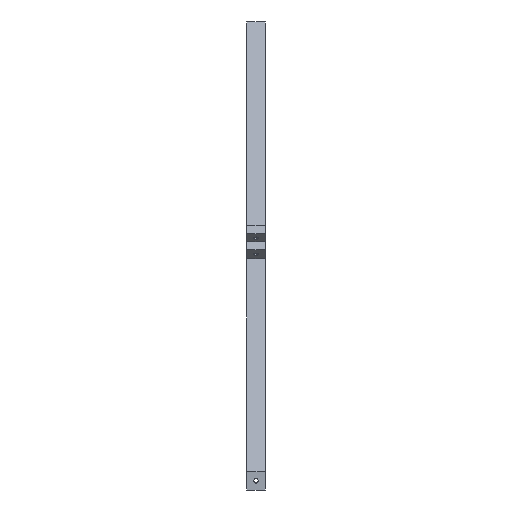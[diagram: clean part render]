
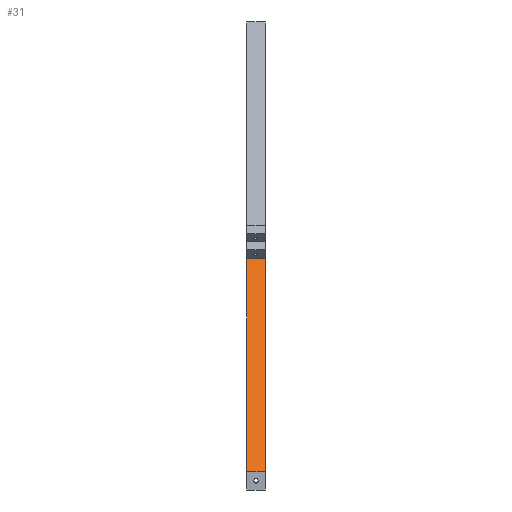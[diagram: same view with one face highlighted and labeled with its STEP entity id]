
A CAD part, left-side view. The second image highlights one B-rep face of the part: STEP entity #31.
In plain terms, the highlighted planar face has unit normal (-0.866, 0, 0.5).
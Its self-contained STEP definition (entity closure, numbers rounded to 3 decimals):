
#31 = ADVANCED_FACE ( 'NONE', ( #101 ), #547, .T. ) ;
#85 = VERTEX_POINT ( 'NONE', #166 ) ;
#101 = FACE_OUTER_BOUND ( 'NONE', #1194, .T. ) ;
#132 = VERTEX_POINT ( 'NONE', #274 ) ;
#166 = CARTESIAN_POINT ( 'NONE',  ( -283.5, 20., -163.679 ) ) ;
#273 = VECTOR ( 'NONE', #670, 1000. ) ;
#274 = CARTESIAN_POINT ( 'NONE',  ( -149.25, 20., 68.849 ) ) ;
#285 = ORIENTED_EDGE ( 'NONE', *, *, #871, .F. ) ;
#323 = LINE ( 'NONE', #749, #365 ) ;
#350 = VERTEX_POINT ( 'NONE', #366 ) ;
#365 = VECTOR ( 'NONE', #896, 1000. ) ;
#366 = CARTESIAN_POINT ( 'NONE',  ( -149.25, 0., 68.849 ) ) ;
#441 = DIRECTION ( 'NONE',  ( -0.866, 0., 0.5 ) ) ;
#449 = EDGE_CURVE ( 'NONE', #132, #85, #950, .T. ) ;
#517 = EDGE_CURVE ( 'NONE', #350, #132, #1392, .T. ) ;
#532 = AXIS2_PLACEMENT_3D ( 'NONE', #1429, #441, #891 ) ;
#539 = ORIENTED_EDGE ( 'NONE', *, *, #653, .T. ) ;
#547 = PLANE ( 'NONE',  #532 ) ;
#653 = EDGE_CURVE ( 'NONE', #85, #1330, #323, .T. ) ;
#656 = ORIENTED_EDGE ( 'NONE', *, *, #449, .T. ) ;
#670 = DIRECTION ( 'NONE',  ( -0.5, 0., -0.866 ) ) ;
#749 = CARTESIAN_POINT ( 'NONE',  ( -283.5, 20., -163.679 ) ) ;
#871 = EDGE_CURVE ( 'NONE', #350, #1330, #1014, .T. ) ;
#886 = VECTOR ( 'NONE', #1383, 1000. ) ;
#891 = DIRECTION ( 'NONE',  ( 0.5, 0., 0.866 ) ) ;
#896 = DIRECTION ( 'NONE',  ( 0., -1., 0. ) ) ;
#904 = CARTESIAN_POINT ( 'NONE',  ( -283.5, 0., -163.679 ) ) ;
#950 = LINE ( 'NONE', #1076, #886 ) ;
#967 = DIRECTION ( 'NONE',  ( 0., 1., 0. ) ) ;
#1014 = LINE ( 'NONE', #1358, #273 ) ;
#1052 = CARTESIAN_POINT ( 'NONE',  ( -149.25, 20., 68.849 ) ) ;
#1076 = CARTESIAN_POINT ( 'NONE',  ( -141.75, 20., 81.839 ) ) ;
#1105 = ORIENTED_EDGE ( 'NONE', *, *, #517, .T. ) ;
#1194 = EDGE_LOOP ( 'NONE', ( #1105, #656, #539, #285 ) ) ;
#1330 = VERTEX_POINT ( 'NONE', #904 ) ;
#1358 = CARTESIAN_POINT ( 'NONE',  ( -141.75, 0., 81.839 ) ) ;
#1383 = DIRECTION ( 'NONE',  ( -0.5, 0., -0.866 ) ) ;
#1387 = VECTOR ( 'NONE', #967, 1000. ) ;
#1392 = LINE ( 'NONE', #1052, #1387 ) ;
#1429 = CARTESIAN_POINT ( 'NONE',  ( -141.75, 20., 81.839 ) ) ;
